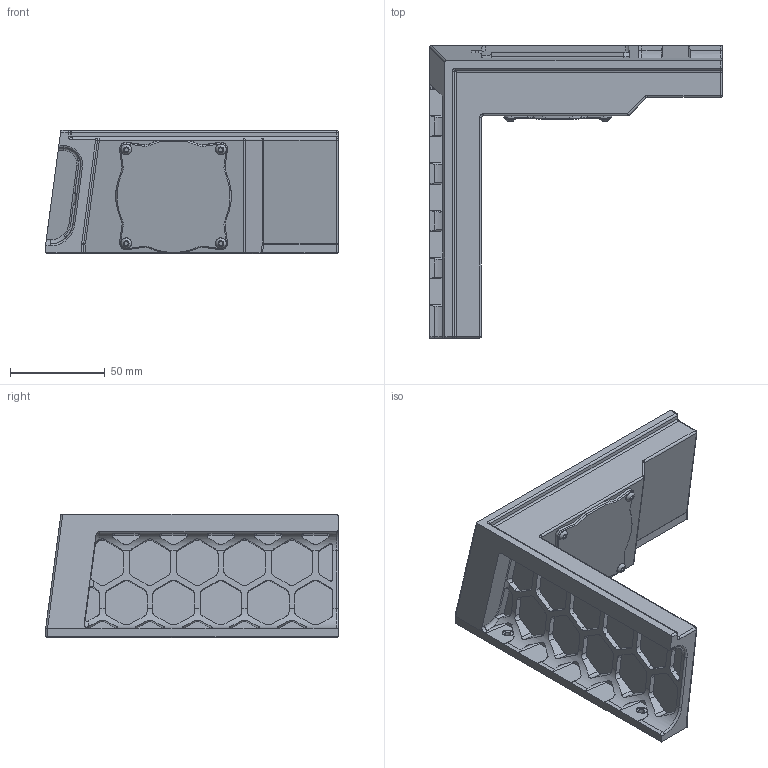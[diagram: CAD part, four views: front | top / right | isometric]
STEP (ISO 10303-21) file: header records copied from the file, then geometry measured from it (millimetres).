
FILE_DESCRIPTION(/* description */ (''),/* implementation_level */ '2;1');
FILE_NAME(/* name */ 'Exhaust_block_off_plate.step',/* time_stamp */ '2024-03-30T20:28:41+01:00',/* author */ (''),/* organization */ (''),/* preprocessor_version */ 'ST-DEVELOPER v20',/* originating_system */ 'Autodesk Translation Framework v12.20.1.177',/* authorisation */ '');
FILE_SCHEMA (('AUTOMOTIVE_DESIGN { 1 0 10303 214 3 1 1 }'));
Length unit declared in the file: millimetre
Products named in the file (4): Exhaust block off plate; Component1; Fastners; 92095A179_NO THREADS
Assembly tree (6 placements, depth 3):
  Exhaust block off plate
    Component1
    Fastners
      92095A179_NO THREADS  x4
Bounding box: 154.5 x 154.5 x 65 mm (x, y, z)
Volume: 158864.5 mm3; surface area: 75673.4 mm2
Topology: 6 solids, 6 shells, 671 faces, 1740 edges, 1102 vertices
Faces by surface type: plane 319, cylinder 248, cone 65, sphere 14, bspline 13, torus 12
Full cylindrical faces by diameter (mm): 3 x4, 3.2 x8, 4.7 x4, 5.7 x4, 6 x4, 56.6 x1, 57 x1
Entity records: 20290 total; most frequent: CARTESIAN_POINT 4617, DIRECTION 3316, ORIENTED_EDGE 3274, EDGE_CURVE 1637, AXIS2_PLACEMENT_3D 1185, VERTEX_POINT 1045, LINE 946, VECTOR 946
